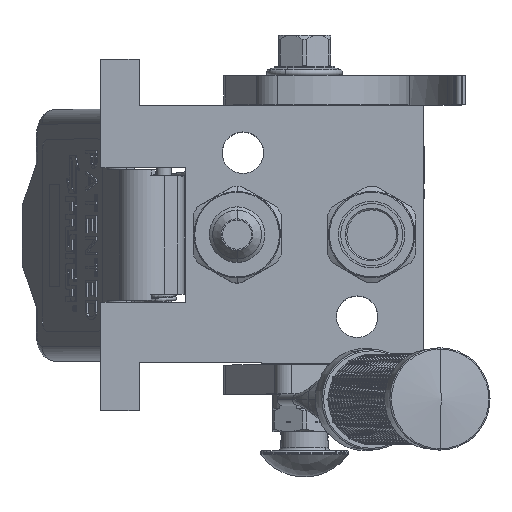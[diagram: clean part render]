
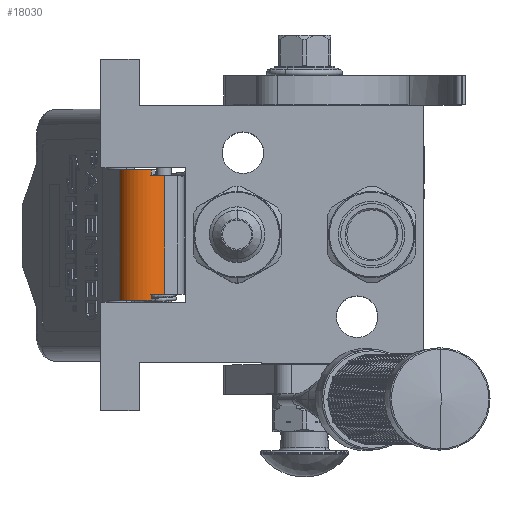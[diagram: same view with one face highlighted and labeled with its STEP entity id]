
A CAD part, top view. The second image highlights one B-rep face of the part: STEP entity #18030.
In plain terms, the highlighted cylindrical face has radius 9.5 mm (diameter 19 mm), a partial arc.
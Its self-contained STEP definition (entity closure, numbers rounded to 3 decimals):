
#690 = DIRECTION ( 'NONE',  ( 0., -0.385, -0.923 ) ) ;
#867 = AXIS2_PLACEMENT_3D ( 'NONE', #163391, #178941, #6017 ) ;
#1217 = VERTEX_POINT ( 'NONE', #79727 ) ;
#3400 = CARTESIAN_POINT ( 'NONE',  ( 22.25, 0., -56.881 ) ) ;
#5948 = CIRCLE ( 'NONE', #195665, 9.5 ) ;
#6017 = DIRECTION ( 'NONE',  ( 0., -0.385, -0.923 ) ) ;
#9766 = DIRECTION ( 'NONE',  ( 0., 0.158, -0.987 ) ) ;
#10087 = LINE ( 'NONE', #42029, #138655 ) ;
#10543 = CYLINDRICAL_SURFACE ( 'NONE', #64191, 9.5 ) ;
#16267 = CARTESIAN_POINT ( 'NONE',  ( -20.25, -1.5, -47.5 ) ) ;
#17384 = DIRECTION ( 'NONE',  ( 1., 0., 0. ) ) ;
#17524 = CARTESIAN_POINT ( 'NONE',  ( -22.25, 8., -47.5 ) ) ;
#18030 = ADVANCED_FACE ( 'NONE', ( #51658 ), #10543, .T. ) ;
#24032 = ORIENTED_EDGE ( 'NONE', *, *, #168319, .F. ) ;
#26411 = DIRECTION ( 'NONE',  ( 1., 0., 0. ) ) ;
#26691 = AXIS2_PLACEMENT_3D ( 'NONE', #172895, #140335, #47378 ) ;
#31651 = EDGE_CURVE ( 'NONE', #154575, #1217, #5948, .T. ) ;
#35632 = CARTESIAN_POINT ( 'NONE',  ( 20.25, 0., -56.881 ) ) ;
#38177 = VERTEX_POINT ( 'NONE', #122341 ) ;
#38997 = CARTESIAN_POINT ( 'NONE',  ( -20.25, -5.154, -56.269 ) ) ;
#39319 = CARTESIAN_POINT ( 'NONE',  ( 20.25, 0., -56.881 ) ) ;
#42029 = CARTESIAN_POINT ( 'NONE',  ( -20.25, -5.154, -56.269 ) ) ;
#42220 = CARTESIAN_POINT ( 'NONE',  ( -22.25, -1.5, -47.5 ) ) ;
#47378 = DIRECTION ( 'NONE',  ( 0., 0.158, -0.987 ) ) ;
#51630 = LINE ( 'NONE', #17524, #177846 ) ;
#51658 = FACE_OUTER_BOUND ( 'NONE', #134504, .T. ) ;
#59162 = EDGE_CURVE ( 'NONE', #154575, #160649, #150367, .T. ) ;
#61743 = ORIENTED_EDGE ( 'NONE', *, *, #190159, .T. ) ;
#64191 = AXIS2_PLACEMENT_3D ( 'NONE', #71172, #179792, #181104 ) ;
#64936 = CIRCLE ( 'NONE', #867, 9.5 ) ;
#67905 = CIRCLE ( 'NONE', #26691, 9.5 ) ;
#71172 = CARTESIAN_POINT ( 'NONE',  ( -22.25, -1.5, -47.5 ) ) ;
#79727 = CARTESIAN_POINT ( 'NONE',  ( -22.25, 8., -47.5 ) ) ;
#80217 = VERTEX_POINT ( 'NONE', #35632 ) ;
#81432 = CARTESIAN_POINT ( 'NONE',  ( -20.25, 0., -56.881 ) ) ;
#83789 = ORIENTED_EDGE ( 'NONE', *, *, #31651, .T. ) ;
#92483 = CARTESIAN_POINT ( 'NONE',  ( -22.25, 0., -56.881 ) ) ;
#92613 = CIRCLE ( 'NONE', #100665, 9.5 ) ;
#95462 = DIRECTION ( 'NONE',  ( 1., 0., 0. ) ) ;
#100665 = AXIS2_PLACEMENT_3D ( 'NONE', #16267, #108469, #690 ) ;
#101868 = CARTESIAN_POINT ( 'NONE',  ( 20.25, -5.154, -56.269 ) ) ;
#103282 = DIRECTION ( 'NONE',  ( 1., 0., 0. ) ) ;
#104165 = VECTOR ( 'NONE', #17384, 1000. ) ;
#107541 = LINE ( 'NONE', #39319, #197526 ) ;
#108469 = DIRECTION ( 'NONE',  ( 1., 0., 0. ) ) ;
#112845 = VERTEX_POINT ( 'NONE', #38997 ) ;
#116951 = ORIENTED_EDGE ( 'NONE', *, *, #191735, .F. ) ;
#117488 = VERTEX_POINT ( 'NONE', #101868 ) ;
#122341 = CARTESIAN_POINT ( 'NONE',  ( 22.25, 8., -47.5 ) ) ;
#128617 = CARTESIAN_POINT ( 'NONE',  ( -22.25, 0., -56.881 ) ) ;
#134504 = EDGE_LOOP ( 'NONE', ( #24032, #61743, #160504, #83789, #154871, #116951, #155135, #164072 ) ) ;
#138655 = VECTOR ( 'NONE', #26411, 1000. ) ;
#140335 = DIRECTION ( 'NONE',  ( 1., 0., 0. ) ) ;
#150367 = LINE ( 'NONE', #128617, #104165 ) ;
#154575 = VERTEX_POINT ( 'NONE', #92483 ) ;
#154871 = ORIENTED_EDGE ( 'NONE', *, *, #186415, .T. ) ;
#155135 = ORIENTED_EDGE ( 'NONE', *, *, #176013, .F. ) ;
#160504 = ORIENTED_EDGE ( 'NONE', *, *, #59162, .F. ) ;
#160649 = VERTEX_POINT ( 'NONE', #81432 ) ;
#163391 = CARTESIAN_POINT ( 'NONE',  ( 20.25, -1.5, -47.5 ) ) ;
#164072 = ORIENTED_EDGE ( 'NONE', *, *, #192923, .F. ) ;
#168319 = EDGE_CURVE ( 'NONE', #112845, #117488, #10087, .T. ) ;
#172895 = CARTESIAN_POINT ( 'NONE',  ( 22.25, -1.5, -47.5 ) ) ;
#173334 = VERTEX_POINT ( 'NONE', #3400 ) ;
#176013 = EDGE_CURVE ( 'NONE', #80217, #173334, #107541, .T. ) ;
#177846 = VECTOR ( 'NONE', #95462, 1000. ) ;
#178941 = DIRECTION ( 'NONE',  ( 1., 0., 0. ) ) ;
#179056 = DIRECTION ( 'NONE',  ( 1., 0., 0. ) ) ;
#179792 = DIRECTION ( 'NONE',  ( -1., 0., 0. ) ) ;
#181104 = DIRECTION ( 'NONE',  ( 0., -1., 0. ) ) ;
#186415 = EDGE_CURVE ( 'NONE', #1217, #38177, #51630, .T. ) ;
#190159 = EDGE_CURVE ( 'NONE', #112845, #160649, #92613, .T. ) ;
#191735 = EDGE_CURVE ( 'NONE', #173334, #38177, #67905, .T. ) ;
#192923 = EDGE_CURVE ( 'NONE', #117488, #80217, #64936, .T. ) ;
#195665 = AXIS2_PLACEMENT_3D ( 'NONE', #42220, #103282, #9766 ) ;
#197526 = VECTOR ( 'NONE', #179056, 1000. ) ;
